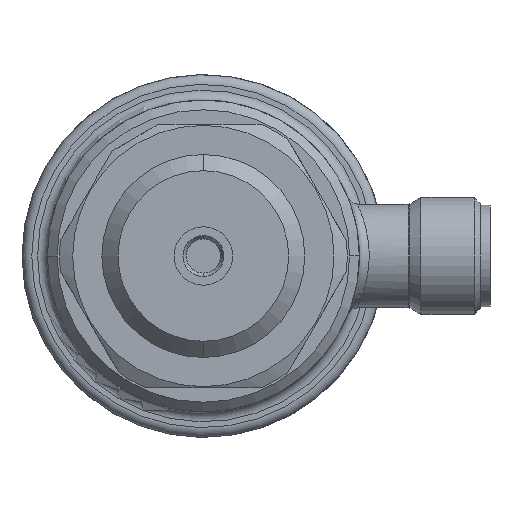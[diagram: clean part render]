
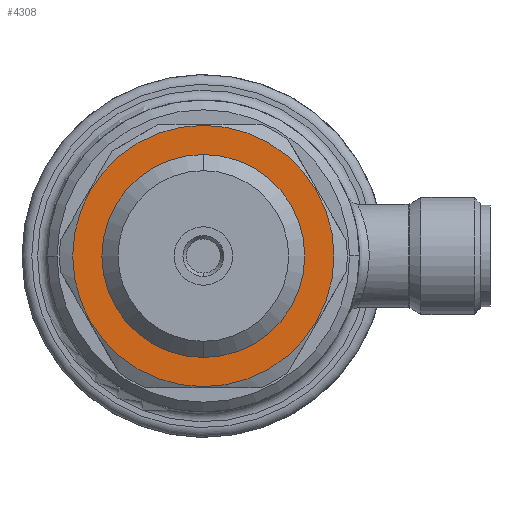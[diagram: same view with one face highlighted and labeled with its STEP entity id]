
A CAD part, front view. The second image highlights one B-rep face of the part: STEP entity #4308.
In plain terms, the highlighted face is planar.
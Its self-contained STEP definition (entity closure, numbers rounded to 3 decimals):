
#161 = VERTEX_POINT ( 'NONE', #924 ) ;
#269 = CIRCLE ( 'NONE', #5558, 9.5 ) ;
#423 = ORIENTED_EDGE ( 'NONE', *, *, #4774, .F. ) ;
#519 = ORIENTED_EDGE ( 'NONE', *, *, #4429, .F. ) ;
#594 = CIRCLE ( 'NONE', #1146, 13.4 ) ;
#661 = CARTESIAN_POINT ( 'NONE',  ( 33.73, 13.4, 0. ) ) ;
#924 = CARTESIAN_POINT ( 'NONE',  ( 33.73, 0., -13.4 ) ) ;
#1146 = AXIS2_PLACEMENT_3D ( 'NONE', #2103, #6632, #2778 ) ;
#1607 = DIRECTION ( 'NONE',  ( -1., 0., 0. ) ) ;
#1790 = CIRCLE ( 'NONE', #3829, 9.5 ) ;
#1915 = CARTESIAN_POINT ( 'NONE',  ( 33.73, 0., 13.4 ) ) ;
#2103 = CARTESIAN_POINT ( 'NONE',  ( 33.73, 0., 0. ) ) ;
#2357 = CARTESIAN_POINT ( 'NONE',  ( 33.73, 0., 0. ) ) ;
#2550 = VERTEX_POINT ( 'NONE', #1915 ) ;
#2587 = ORIENTED_EDGE ( 'NONE', *, *, #3230, .T. ) ;
#2771 = ORIENTED_EDGE ( 'NONE', *, *, #3180, .T. ) ;
#2778 = DIRECTION ( 'NONE',  ( 0., 0., 1. ) ) ;
#2895 = CARTESIAN_POINT ( 'NONE',  ( 33.73, 0., 0. ) ) ;
#3020 = DIRECTION ( 'NONE',  ( 0., 0., 1. ) ) ;
#3180 = EDGE_CURVE ( 'NONE', #5021, #3945, #1790, .T. ) ;
#3230 = EDGE_CURVE ( 'NONE', #3945, #5021, #269, .T. ) ;
#3547 = DIRECTION ( 'NONE',  ( 0., 0., 1. ) ) ;
#3829 = AXIS2_PLACEMENT_3D ( 'NONE', #2895, #7336, #3547 ) ;
#3945 = VERTEX_POINT ( 'NONE', #7429 ) ;
#3958 = AXIS2_PLACEMENT_3D ( 'NONE', #661, #5191, #6508 ) ;
#4128 = FACE_OUTER_BOUND ( 'NONE', #7198, .T. ) ;
#4169 = CIRCLE ( 'NONE', #7610, 13.4 ) ;
#4308 = ADVANCED_FACE ( 'NONE', ( #4128, #5654 ), #5884, .F. ) ;
#4429 = EDGE_CURVE ( 'NONE', #161, #2550, #594, .T. ) ;
#4774 = EDGE_CURVE ( 'NONE', #2550, #161, #4169, .T. ) ;
#5021 = VERTEX_POINT ( 'NONE', #6305 ) ;
#5029 = EDGE_LOOP ( 'NONE', ( #2587, #2771 ) ) ;
#5191 = DIRECTION ( 'NONE',  ( -1., 0., 0. ) ) ;
#5530 = CARTESIAN_POINT ( 'NONE',  ( 33.73, 0., 0. ) ) ;
#5558 = AXIS2_PLACEMENT_3D ( 'NONE', #5530, #1607, #6185 ) ;
#5654 = FACE_BOUND ( 'NONE', #5029, .T. ) ;
#5884 = PLANE ( 'NONE',  #3958 ) ;
#6185 = DIRECTION ( 'NONE',  ( 0., 0., 1. ) ) ;
#6305 = CARTESIAN_POINT ( 'NONE',  ( 33.73, 0., -9.5 ) ) ;
#6508 = DIRECTION ( 'NONE',  ( 0., 0., 1. ) ) ;
#6632 = DIRECTION ( 'NONE',  ( -1., 0., 0. ) ) ;
#6860 = DIRECTION ( 'NONE',  ( -1., 0., 0. ) ) ;
#7198 = EDGE_LOOP ( 'NONE', ( #423, #519 ) ) ;
#7336 = DIRECTION ( 'NONE',  ( -1., 0., 0. ) ) ;
#7429 = CARTESIAN_POINT ( 'NONE',  ( 33.73, 0., 9.5 ) ) ;
#7610 = AXIS2_PLACEMENT_3D ( 'NONE', #2357, #6860, #3020 ) ;
